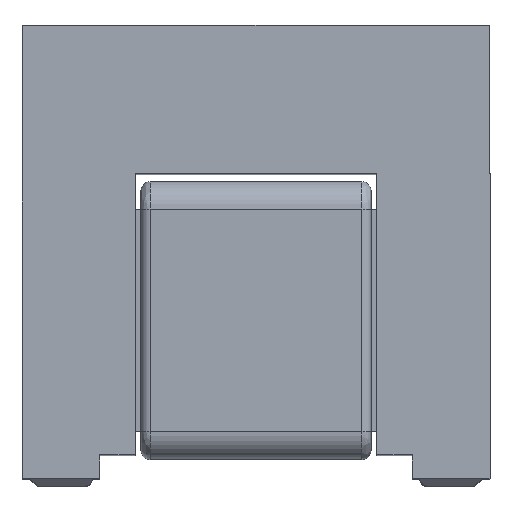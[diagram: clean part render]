
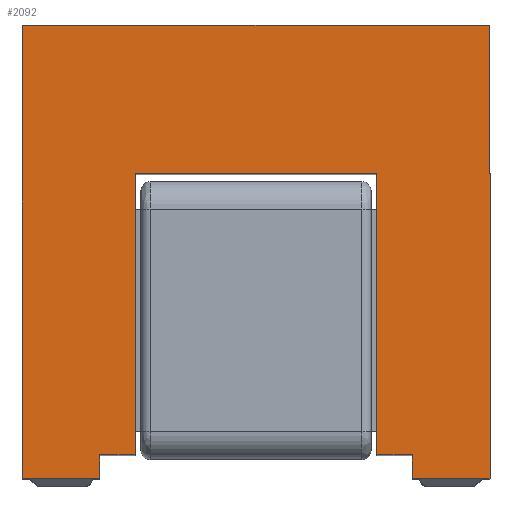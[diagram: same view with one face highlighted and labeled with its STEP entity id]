
A CAD part, top view. The second image highlights one B-rep face of the part: STEP entity #2092.
In plain terms, the highlighted planar face has unit normal (0, 0, 1).
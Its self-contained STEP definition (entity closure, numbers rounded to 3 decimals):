
#19 = CARTESIAN_POINT ( 'NONE',  ( -1.524, 2.032, 1.27 ) ) ;
#33 = DIRECTION ( 'NONE',  ( -1., 0., 0. ) ) ;
#43 = EDGE_CURVE ( 'NONE', #1877, #571, #3303, .T. ) ;
#104 = LINE ( 'NONE', #923, #1609 ) ;
#124 = CARTESIAN_POINT ( 'NONE',  ( -1.016, 0.203, 1.27 ) ) ;
#217 = LINE ( 'NONE', #2605, #2579 ) ;
#230 = VECTOR ( 'NONE', #341, 1000. ) ;
#259 = FACE_OUTER_BOUND ( 'NONE', #872, .T. ) ;
#314 = ORIENTED_EDGE ( 'NONE', *, *, #3389, .T. ) ;
#341 = DIRECTION ( 'NONE',  ( 0., 1., 0. ) ) ;
#362 = DIRECTION ( 'NONE',  ( 1., 0., 0. ) ) ;
#390 = DIRECTION ( 'NONE',  ( 0., 1., 0. ) ) ;
#394 = VERTEX_POINT ( 'NONE', #3002 ) ;
#420 = LINE ( 'NONE', #3137, #1028 ) ;
#424 = CARTESIAN_POINT ( 'NONE',  ( -1.524, 2.032, 1.27 ) ) ;
#434 = CARTESIAN_POINT ( 'NONE',  ( 0., 2.032, 1.27 ) ) ;
#523 = DIRECTION ( 'NONE',  ( 0., 0., -1. ) ) ;
#541 = ORIENTED_EDGE ( 'NONE', *, *, #951, .F. ) ;
#560 = DIRECTION ( 'NONE',  ( 1., 0., 0. ) ) ;
#570 = ORIENTED_EDGE ( 'NONE', *, *, #2445, .F. ) ;
#571 = VERTEX_POINT ( 'NONE', #2073 ) ;
#590 = LINE ( 'NONE', #871, #1738 ) ;
#625 = DIRECTION ( 'NONE',  ( 0., 1., 0. ) ) ;
#633 = CARTESIAN_POINT ( 'NONE',  ( 1.016, 0.203, 1.27 ) ) ;
#655 = VERTEX_POINT ( 'NONE', #2714 ) ;
#749 = VERTEX_POINT ( 'NONE', #903 ) ;
#769 = CARTESIAN_POINT ( 'NONE',  ( -1.524, 0.05, 1.27 ) ) ;
#803 = LINE ( 'NONE', #3211, #2417 ) ;
#820 = EDGE_CURVE ( 'NONE', #571, #1497, #217, .T. ) ;
#829 = EDGE_CURVE ( 'NONE', #2465, #394, #949, .T. ) ;
#871 = CARTESIAN_POINT ( 'NONE',  ( -1.523, 2.032, 1.27 ) ) ;
#872 = EDGE_LOOP ( 'NONE', ( #314, #3182, #2953, #1446, #3103, #1020, #541, #1915, #1308, #1255, #570, #1730, #1034, #3431, #1882, #2270 ) ) ;
#891 = LINE ( 'NONE', #2570, #1230 ) ;
#903 = CARTESIAN_POINT ( 'NONE',  ( -0.787, 0.203, 1.27 ) ) ;
#911 = CARTESIAN_POINT ( 'NONE',  ( 1.52, 3., 1.27 ) ) ;
#923 = CARTESIAN_POINT ( 'NONE',  ( 1.016, 2.032, 1.27 ) ) ;
#949 = LINE ( 'NONE', #434, #1903 ) ;
#951 = EDGE_CURVE ( 'NONE', #2739, #3119, #803, .T. ) ;
#1020 = ORIENTED_EDGE ( 'NONE', *, *, #1354, .F. ) ;
#1028 = VECTOR ( 'NONE', #1494, 1000. ) ;
#1034 = ORIENTED_EDGE ( 'NONE', *, *, #1487, .F. ) ;
#1087 = EDGE_CURVE ( 'NONE', #2556, #1598, #1204, .T. ) ;
#1127 = CARTESIAN_POINT ( 'NONE',  ( -1.52, 3., 1.27 ) ) ;
#1161 = DIRECTION ( 'NONE',  ( 0., 1., 0. ) ) ;
#1165 = LINE ( 'NONE', #124, #2876 ) ;
#1204 = LINE ( 'NONE', #633, #2582 ) ;
#1225 = DIRECTION ( 'NONE',  ( 1., 0., 0. ) ) ;
#1230 = VECTOR ( 'NONE', #1225, 1000. ) ;
#1255 = ORIENTED_EDGE ( 'NONE', *, *, #829, .T. ) ;
#1259 = DIRECTION ( 'NONE',  ( 1., 0., 0. ) ) ;
#1308 = ORIENTED_EDGE ( 'NONE', *, *, #3518, .F. ) ;
#1319 = DIRECTION ( 'NONE',  ( 0., -1., 0. ) ) ;
#1332 = PLANE ( 'NONE',  #1734 ) ;
#1339 = EDGE_CURVE ( 'NONE', #2422, #1476, #1936, .T. ) ;
#1349 = VECTOR ( 'NONE', #1259, 1000. ) ;
#1354 = EDGE_CURVE ( 'NONE', #3119, #2321, #2204, .T. ) ;
#1412 = LINE ( 'NONE', #1651, #230 ) ;
#1431 = EDGE_CURVE ( 'NONE', #2422, #3065, #891, .T. ) ;
#1446 = ORIENTED_EDGE ( 'NONE', *, *, #2182, .F. ) ;
#1476 = VERTEX_POINT ( 'NONE', #1673 ) ;
#1487 = EDGE_CURVE ( 'NONE', #655, #1598, #104, .T. ) ;
#1494 = DIRECTION ( 'NONE',  ( 0., -1., 0. ) ) ;
#1497 = VERTEX_POINT ( 'NONE', #2276 ) ;
#1513 = DIRECTION ( 'NONE',  ( 1., 0., 0. ) ) ;
#1598 = VERTEX_POINT ( 'NONE', #1807 ) ;
#1609 = VECTOR ( 'NONE', #390, 1000. ) ;
#1651 = CARTESIAN_POINT ( 'NONE',  ( 0.787, 2.032, 1.27 ) ) ;
#1657 = CARTESIAN_POINT ( 'NONE',  ( -1.524, 2.032, 1.27 ) ) ;
#1673 = CARTESIAN_POINT ( 'NONE',  ( -1.52, 2.032, 1.27 ) ) ;
#1714 = VECTOR ( 'NONE', #560, 1000. ) ;
#1730 = ORIENTED_EDGE ( 'NONE', *, *, #1087, .T. ) ;
#1734 = AXIS2_PLACEMENT_3D ( 'NONE', #19, #523, #3516 ) ;
#1738 = VECTOR ( 'NONE', #1161, 1000. ) ;
#1743 = LINE ( 'NONE', #1948, #2552 ) ;
#1807 = CARTESIAN_POINT ( 'NONE',  ( 1.016, 0.203, 1.27 ) ) ;
#1869 = DIRECTION ( 'NONE',  ( -1., 0., 0. ) ) ;
#1877 = VERTEX_POINT ( 'NONE', #1890 ) ;
#1882 = ORIENTED_EDGE ( 'NONE', *, *, #820, .F. ) ;
#1890 = CARTESIAN_POINT ( 'NONE',  ( 1.52, 2.032, 1.27 ) ) ;
#1903 = VECTOR ( 'NONE', #1513, 1000. ) ;
#1915 = ORIENTED_EDGE ( 'NONE', *, *, #2148, .T. ) ;
#1936 = LINE ( 'NONE', #3514, #2704 ) ;
#1948 = CARTESIAN_POINT ( 'NONE',  ( 1.52, 3., 1.27 ) ) ;
#1977 = LINE ( 'NONE', #424, #1349 ) ;
#1991 = CARTESIAN_POINT ( 'NONE',  ( -1.016, 0.05, 1.27 ) ) ;
#2064 = LINE ( 'NONE', #2895, #2158 ) ;
#2073 = CARTESIAN_POINT ( 'NONE',  ( 1.524, 2.032, 1.27 ) ) ;
#2092 = ADVANCED_FACE ( 'NONE', ( #259 ), #1332, .F. ) ;
#2148 = EDGE_CURVE ( 'NONE', #2739, #749, #1165, .T. ) ;
#2158 = VECTOR ( 'NONE', #1869, 1000. ) ;
#2182 = EDGE_CURVE ( 'NONE', #2228, #1476, #1977, .T. ) ;
#2204 = LINE ( 'NONE', #2486, #3219 ) ;
#2223 = DIRECTION ( 'NONE',  ( 0., -1., 0. ) ) ;
#2228 = VERTEX_POINT ( 'NONE', #2615 ) ;
#2270 = ORIENTED_EDGE ( 'NONE', *, *, #43, .F. ) ;
#2276 = CARTESIAN_POINT ( 'NONE',  ( 1.524, 0.05, 1.27 ) ) ;
#2321 = VERTEX_POINT ( 'NONE', #769 ) ;
#2364 = DIRECTION ( 'NONE',  ( 0., -1., 0. ) ) ;
#2417 = VECTOR ( 'NONE', #1319, 1000. ) ;
#2422 = VERTEX_POINT ( 'NONE', #1127 ) ;
#2445 = EDGE_CURVE ( 'NONE', #2556, #394, #1412, .T. ) ;
#2465 = VERTEX_POINT ( 'NONE', #2603 ) ;
#2486 = CARTESIAN_POINT ( 'NONE',  ( -1.524, 0.05, 1.27 ) ) ;
#2552 = VECTOR ( 'NONE', #625, 1000. ) ;
#2556 = VERTEX_POINT ( 'NONE', #2840 ) ;
#2570 = CARTESIAN_POINT ( 'NONE',  ( 0., 3., 1.27 ) ) ;
#2577 = EDGE_CURVE ( 'NONE', #2321, #2228, #590, .T. ) ;
#2579 = VECTOR ( 'NONE', #2364, 1000. ) ;
#2582 = VECTOR ( 'NONE', #3131, 1000. ) ;
#2603 = CARTESIAN_POINT ( 'NONE',  ( -0.787, 2.032, 1.27 ) ) ;
#2605 = CARTESIAN_POINT ( 'NONE',  ( 1.524, 2.032, 1.27 ) ) ;
#2615 = CARTESIAN_POINT ( 'NONE',  ( -1.524, 2.032, 1.27 ) ) ;
#2704 = VECTOR ( 'NONE', #2223, 1000. ) ;
#2714 = CARTESIAN_POINT ( 'NONE',  ( 1.016, 0.05, 1.27 ) ) ;
#2739 = VERTEX_POINT ( 'NONE', #3387 ) ;
#2840 = CARTESIAN_POINT ( 'NONE',  ( 0.787, 0.203, 1.27 ) ) ;
#2876 = VECTOR ( 'NONE', #362, 1000. ) ;
#2895 = CARTESIAN_POINT ( 'NONE',  ( -1.524, 0.05, 1.27 ) ) ;
#2909 = EDGE_CURVE ( 'NONE', #1497, #655, #2064, .T. ) ;
#2953 = ORIENTED_EDGE ( 'NONE', *, *, #1339, .T. ) ;
#3002 = CARTESIAN_POINT ( 'NONE',  ( 0.787, 2.032, 1.27 ) ) ;
#3065 = VERTEX_POINT ( 'NONE', #911 ) ;
#3103 = ORIENTED_EDGE ( 'NONE', *, *, #2577, .F. ) ;
#3119 = VERTEX_POINT ( 'NONE', #1991 ) ;
#3131 = DIRECTION ( 'NONE',  ( 1., 0., 0. ) ) ;
#3137 = CARTESIAN_POINT ( 'NONE',  ( -0.787, 2.032, 1.27 ) ) ;
#3182 = ORIENTED_EDGE ( 'NONE', *, *, #1431, .F. ) ;
#3211 = CARTESIAN_POINT ( 'NONE',  ( -1.016, 2.032, 1.27 ) ) ;
#3219 = VECTOR ( 'NONE', #33, 1000. ) ;
#3303 = LINE ( 'NONE', #1657, #1714 ) ;
#3387 = CARTESIAN_POINT ( 'NONE',  ( -1.016, 0.203, 1.27 ) ) ;
#3389 = EDGE_CURVE ( 'NONE', #1877, #3065, #1743, .T. ) ;
#3431 = ORIENTED_EDGE ( 'NONE', *, *, #2909, .F. ) ;
#3514 = CARTESIAN_POINT ( 'NONE',  ( -1.52, 3., 1.27 ) ) ;
#3516 = DIRECTION ( 'NONE',  ( -1., 0., 0. ) ) ;
#3518 = EDGE_CURVE ( 'NONE', #2465, #749, #420, .T. ) ;
